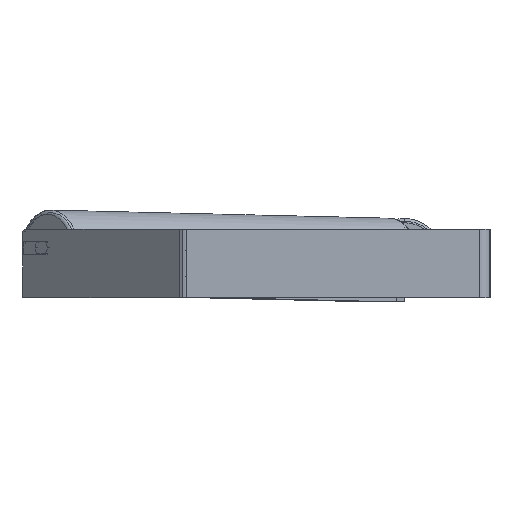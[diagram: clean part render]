
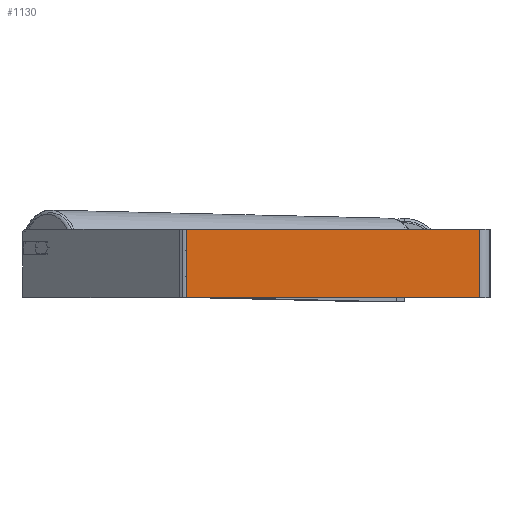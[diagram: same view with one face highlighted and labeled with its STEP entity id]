
A CAD part, left-side view. The second image highlights one B-rep face of the part: STEP entity #1130.
In plain terms, the highlighted planar face has unit normal (-1, 0, 0).
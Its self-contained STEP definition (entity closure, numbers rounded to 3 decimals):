
#100 = VERTEX_POINT ( 'NONE', #4078 ) ;
#237 = CARTESIAN_POINT ( 'NONE',  ( -900., 354.901, 40. ) ) ;
#806 = VECTOR ( 'NONE', #6659, 1000. ) ;
#1003 = EDGE_CURVE ( 'NONE', #2850, #2495, #1803, .T. ) ;
#1130 = ADVANCED_FACE ( 'NONE', ( #5654 ), #5570, .F. ) ;
#1320 = DIRECTION ( 'NONE',  ( 0., 0., -1. ) ) ;
#1380 = EDGE_CURVE ( 'NONE', #100, #2850, #5931, .T. ) ;
#1429 = CARTESIAN_POINT ( 'NONE',  ( -900., 12., -40. ) ) ;
#1803 = LINE ( 'NONE', #4710, #9282 ) ;
#2030 = DIRECTION ( 'NONE',  ( 1., 0., 0. ) ) ;
#2121 = DIRECTION ( 'NONE',  ( 0., 0., -1. ) ) ;
#2467 = AXIS2_PLACEMENT_3D ( 'NONE', #6367, #2030, #1320 ) ;
#2495 = VERTEX_POINT ( 'NONE', #1429 ) ;
#2723 = DIRECTION ( 'NONE',  ( 0., -1., 0. ) ) ;
#2850 = VERTEX_POINT ( 'NONE', #5513 ) ;
#3076 = EDGE_LOOP ( 'NONE', ( #6758, #8211, #6547, #3748 ) ) ;
#3572 = LINE ( 'NONE', #6279, #4212 ) ;
#3748 = ORIENTED_EDGE ( 'NONE', *, *, #1380, .T. ) ;
#4078 = CARTESIAN_POINT ( 'NONE',  ( -900., 354.901, 40. ) ) ;
#4212 = VECTOR ( 'NONE', #2121, 1000. ) ;
#4710 = CARTESIAN_POINT ( 'NONE',  ( -900., 359.871, -40. ) ) ;
#5329 = EDGE_CURVE ( 'NONE', #100, #7218, #6285, .T. ) ;
#5513 = CARTESIAN_POINT ( 'NONE',  ( -900., 354.901, -40. ) ) ;
#5570 = PLANE ( 'NONE',  #2467 ) ;
#5654 = FACE_OUTER_BOUND ( 'NONE', #3076, .T. ) ;
#5931 = LINE ( 'NONE', #237, #806 ) ;
#5940 = DIRECTION ( 'NONE',  ( 0., -1., 0. ) ) ;
#6279 = CARTESIAN_POINT ( 'NONE',  ( -900., 12., 40. ) ) ;
#6285 = LINE ( 'NONE', #8462, #8129 ) ;
#6367 = CARTESIAN_POINT ( 'NONE',  ( -900., 359.871, 40. ) ) ;
#6547 = ORIENTED_EDGE ( 'NONE', *, *, #5329, .F. ) ;
#6659 = DIRECTION ( 'NONE',  ( 0., 0., -1. ) ) ;
#6758 = ORIENTED_EDGE ( 'NONE', *, *, #1003, .T. ) ;
#7201 = CARTESIAN_POINT ( 'NONE',  ( -900., 12., 40. ) ) ;
#7218 = VERTEX_POINT ( 'NONE', #7201 ) ;
#8129 = VECTOR ( 'NONE', #2723, 1000. ) ;
#8211 = ORIENTED_EDGE ( 'NONE', *, *, #9383, .F. ) ;
#8462 = CARTESIAN_POINT ( 'NONE',  ( -900., 359.871, 40. ) ) ;
#9282 = VECTOR ( 'NONE', #5940, 1000. ) ;
#9383 = EDGE_CURVE ( 'NONE', #7218, #2495, #3572, .T. ) ;
